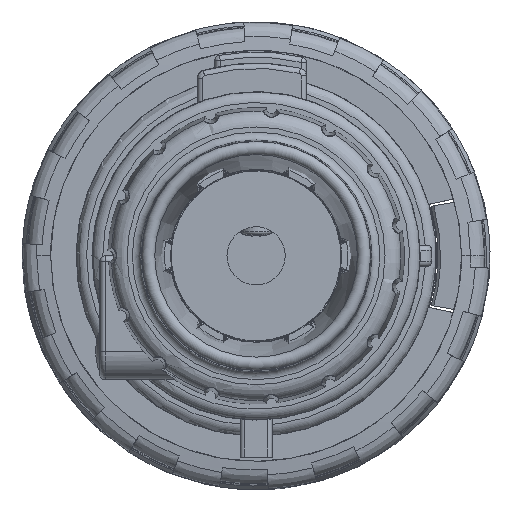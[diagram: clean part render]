
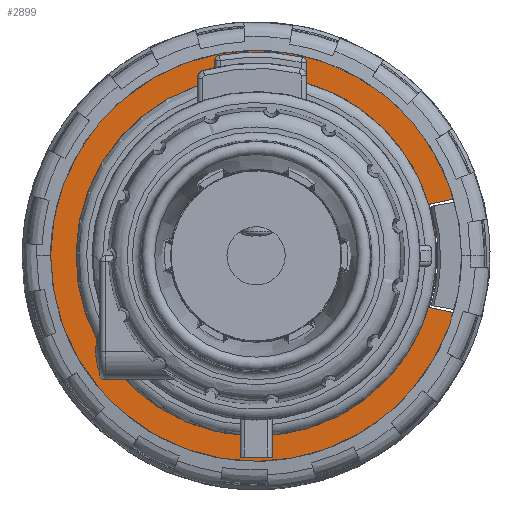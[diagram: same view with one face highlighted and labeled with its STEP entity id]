
A CAD part, front view. The second image highlights one B-rep face of the part: STEP entity #2899.
In plain terms, the highlighted planar face has unit normal (0, -1, 0).
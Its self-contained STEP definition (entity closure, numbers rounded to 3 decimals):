
#911=PLANE('',#24063);
#2899=ADVANCED_FACE('',(#7641,#7642,#7643),#911,.T.);
#4299=CIRCLE('',#24046,34.15);
#4301=CIRCLE('',#24054,40.4);
#4302=CIRCLE('',#24058,34.);
#4303=CIRCLE('',#24059,34.7);
#4304=CIRCLE('',#24060,1.);
#4305=CIRCLE('',#24061,38.5);
#4306=CIRCLE('',#24062,1.);
#5475=LINE('',#44167,#6718);
#5476=LINE('',#44170,#6719);
#5477=LINE('',#44176,#6720);
#5478=LINE('',#44184,#6721);
#6718=VECTOR('',#27308,1.);
#6719=VECTOR('',#27313,1.);
#6720=VECTOR('',#27318,1.);
#6721=VECTOR('',#27325,1.);
#7641=FACE_BOUND('',#8467,.T.);
#7642=FACE_BOUND('',#8468,.T.);
#7643=FACE_BOUND('',#8469,.T.);
#8467=EDGE_LOOP('',(#11834,#11835,#11836,#11837));
#8468=EDGE_LOOP('',(#11838));
#8469=EDGE_LOOP('',(#11839,#11840,#11841,#11842,#11843,#11844));
#11834=ORIENTED_EDGE('',*,*,#20055,.T.);
#11835=ORIENTED_EDGE('',*,*,#20052,.F.);
#11836=ORIENTED_EDGE('',*,*,#20054,.F.);
#11837=ORIENTED_EDGE('',*,*,#20035,.F.);
#11838=ORIENTED_EDGE('',*,*,#20056,.T.);
#11839=ORIENTED_EDGE('',*,*,#20057,.T.);
#11840=ORIENTED_EDGE('',*,*,#20058,.T.);
#11841=ORIENTED_EDGE('',*,*,#20059,.T.);
#11842=ORIENTED_EDGE('',*,*,#20060,.T.);
#11843=ORIENTED_EDGE('',*,*,#20061,.T.);
#11844=ORIENTED_EDGE('',*,*,#20062,.T.);
#17391=VERTEX_POINT('',#44069);
#17392=VERTEX_POINT('',#44071);
#17401=VERTEX_POINT('',#44147);
#17402=VERTEX_POINT('',#44149);
#17403=VERTEX_POINT('',#44172);
#17404=VERTEX_POINT('',#44174);
#17405=VERTEX_POINT('',#44175);
#17406=VERTEX_POINT('',#44177);
#17407=VERTEX_POINT('',#44179);
#17408=VERTEX_POINT('',#44181);
#17409=VERTEX_POINT('',#44183);
#20035=EDGE_CURVE('',#17391,#17392,#4299,.T.);
#20052=EDGE_CURVE('',#17401,#17402,#4301,.T.);
#20054=EDGE_CURVE('',#17392,#17401,#5475,.T.);
#20055=EDGE_CURVE('',#17391,#17402,#5476,.T.);
#20056=EDGE_CURVE('',#17403,#17403,#4302,.T.);
#20057=EDGE_CURVE('',#17404,#17405,#4303,.T.);
#20058=EDGE_CURVE('',#17405,#17406,#5477,.T.);
#20059=EDGE_CURVE('',#17406,#17407,#4304,.T.);
#20060=EDGE_CURVE('',#17407,#17408,#4305,.T.);
#20061=EDGE_CURVE('',#17408,#17409,#4306,.T.);
#20062=EDGE_CURVE('',#17409,#17404,#5478,.T.);
#24046=AXIS2_PLACEMENT_3D('',#44070,#27282,#27283);
#24054=AXIS2_PLACEMENT_3D('',#44148,#27304,#27305);
#24058=AXIS2_PLACEMENT_3D('',#44171,#27314,#27315);
#24059=AXIS2_PLACEMENT_3D('',#44173,#27316,#27317);
#24060=AXIS2_PLACEMENT_3D('',#44178,#27319,#27320);
#24061=AXIS2_PLACEMENT_3D('',#44180,#27321,#27322);
#24062=AXIS2_PLACEMENT_3D('',#44182,#27323,#27324);
#24063=AXIS2_PLACEMENT_3D('',#44185,#27326,#27327);
#27282=DIRECTION('',(0.,1.,0.));
#27283=DIRECTION('',(-1.,0.,0.));
#27304=DIRECTION('',(0.,1.,0.));
#27305=DIRECTION('',(-1.,0.,0.));
#27308=DIRECTION('',(0.978,0.,-0.208));
#27313=DIRECTION('',(0.978,0.,0.208));
#27314=DIRECTION('',(0.,1.,0.));
#27315=DIRECTION('',(-1.,0.,0.));
#27316=DIRECTION('',(0.,-1.,0.));
#27317=DIRECTION('',(-1.,0.,0.));
#27318=DIRECTION('',(0.,0.,1.));
#27319=DIRECTION('',(0.,1.,0.));
#27320=DIRECTION('',(-1.,0.,0.));
#27321=DIRECTION('',(0.,1.,0.));
#27322=DIRECTION('',(-1.,0.,0.));
#27323=DIRECTION('',(0.,1.,0.));
#27324=DIRECTION('',(-1.,0.,0.));
#27325=DIRECTION('',(0.,0.,-1.));
#27326=DIRECTION('',(0.,-1.,0.));
#27327=DIRECTION('',(-1.,0.,0.));
#44069=CARTESIAN_POINT('',(32.729,19.2,9.75));
#44070=CARTESIAN_POINT('',(0.,19.2,0.));
#44071=CARTESIAN_POINT('',(32.729,19.2,-9.75));
#44147=CARTESIAN_POINT('',(38.859,19.2,-11.053));
#44148=CARTESIAN_POINT('',(0.,19.2,0.));
#44149=CARTESIAN_POINT('',(38.859,19.2,11.053));
#44167=CARTESIAN_POINT('',(39.937,19.2,-11.282));
#44170=CARTESIAN_POINT('',(-2.349,19.2,2.294));
#44171=CARTESIAN_POINT('',(0.,19.2,0.));
#44172=CARTESIAN_POINT('',(-34.,19.2,0.));
#44173=CARTESIAN_POINT('',(0.,19.2,0.));
#44174=CARTESIAN_POINT('',(9.5,19.2,33.374));
#44175=CARTESIAN_POINT('',(-7.8,19.2,33.812));
#44176=CARTESIAN_POINT('',(-7.8,19.2,37.702));
#44177=CARTESIAN_POINT('',(-7.8,19.2,36.878));
#44178=CARTESIAN_POINT('',(-6.8,19.2,36.878));
#44179=CARTESIAN_POINT('',(-6.981,19.2,37.862));
#44180=CARTESIAN_POINT('',(0.,19.2,0.));
#44181=CARTESIAN_POINT('',(8.727,19.2,37.498));
#44182=CARTESIAN_POINT('',(8.5,19.2,36.524));
#44183=CARTESIAN_POINT('',(9.5,19.2,36.524));
#44184=CARTESIAN_POINT('',(9.5,19.2,33.374));
#44185=CARTESIAN_POINT('',(-1.862,19.2,0.));
